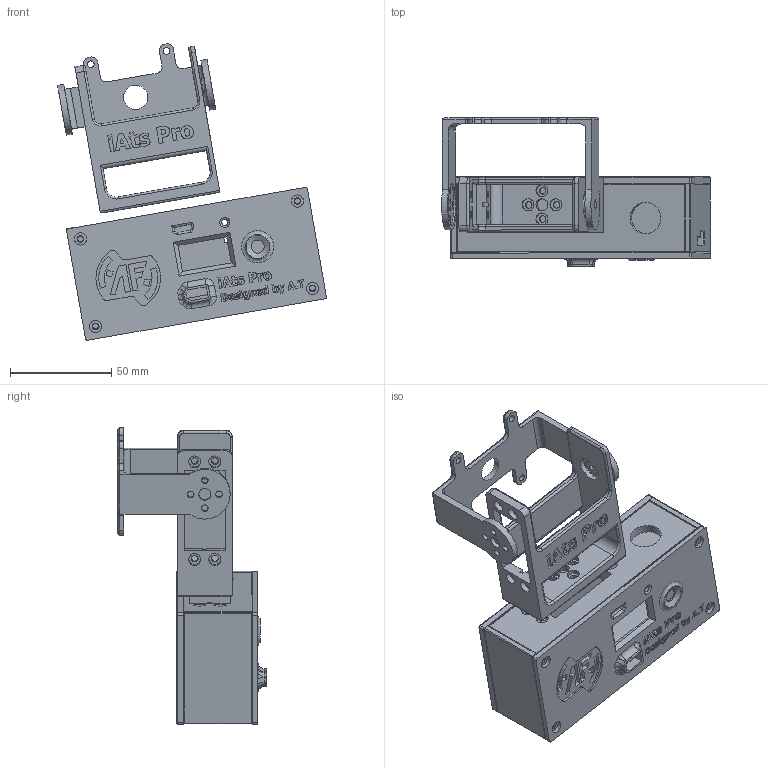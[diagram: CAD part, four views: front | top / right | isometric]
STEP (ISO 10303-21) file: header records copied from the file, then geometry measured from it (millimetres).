
FILE_DESCRIPTION(/* description */ (''),/* implementation_level */ '2;1');
FILE_NAME(/* name */ 'iAts_Cases.stp',/* time_stamp */ '2020-09-11T11:02:00+08:00',/* author */ ('32965'),/* organization */ (''),/* preprocessor_version */ 'ST-DEVELOPER v17',/* originating_system */ 'Autodesk Inventor 2019',/* authorisation */ '');
FILE_SCHEMA (('AUTOMOTIVE_DESIGN { 1 0 10303 214 3 1 1 }'));
Length unit declared in the file: millimetre
Products named in the file (10): iAts_Box; iAts_Pro_Pan_Servo_holder; iAts_Pro_Pan_Side_plate; iAts_Pro_Pan_Bottom; iAts_Pro_Back; iAts_Pro_Front_V3; iAts_Pro_Mainboard_holder; iAts_Pro_Tilt_servo_holder; 天线支架; iAts_Pro_Pan_Side_plate_1
Assembly tree (9 placements, depth 2):
  iAts_Box
    iAts_Pro_Pan_Servo_holder
    iAts_Pro_Pan_Side_plate
    iAts_Pro_Pan_Bottom
    iAts_Pro_Back
    iAts_Pro_Front_V3
    iAts_Pro_Mainboard_holder
    iAts_Pro_Tilt_servo_holder
    天线支架
    iAts_Pro_Pan_Side_plate_1
Bounding box: 132.98 x 73.3 x 146.73 mm (x, y, z)
Volume: 139479.8 mm3; surface area: 94960.2 mm2
Topology: 9 solids, 9 shells, 1284 faces, 3397 edges, 2241 vertices
Faces by surface type: plane 696, bspline 284, cylinder 258, torus 44, cone 2
Full cylindrical faces by diameter (mm): 2.7 x1, 2.8 x16, 3 x1, 3.3 x26, 3.4 x8, 3.5 x4, 5 x1, 6 x24, 6.5 x1, 7 x1, 7.7 x1, 12 x1, 12.3 x1, 14 x1, 15.5 x1, 20.5 x1, 21 x1
Entity records: 42682 total; most frequent: CARTESIAN_POINT 11577, ORIENTED_EDGE 6794, DIRECTION 5501, EDGE_CURVE 3397, VERTEX_POINT 2241, LINE 2199, VECTOR 2199, AXIS2_PLACEMENT_3D 1651
